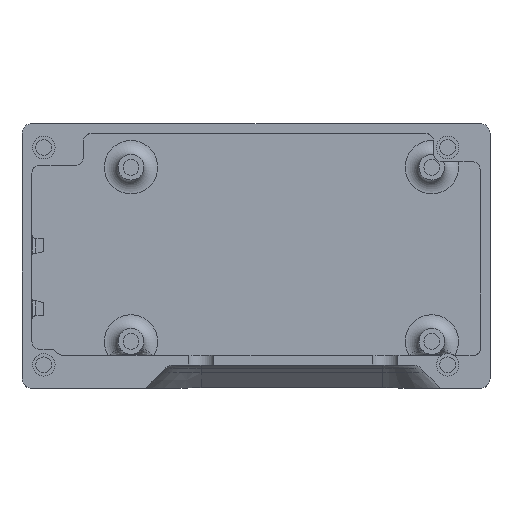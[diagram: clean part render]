
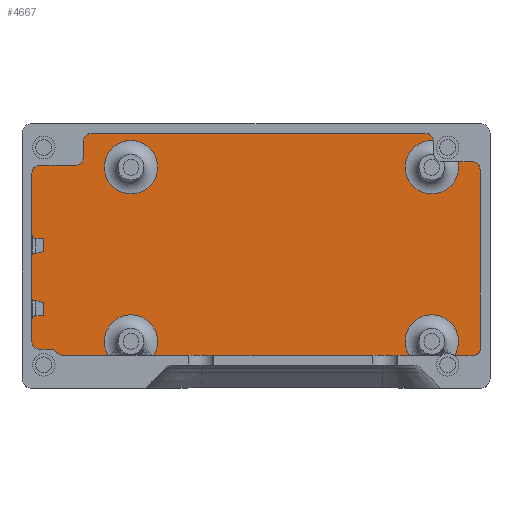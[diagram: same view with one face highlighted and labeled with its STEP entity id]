
A CAD part, top view. The second image highlights one B-rep face of the part: STEP entity #4667.
In plain terms, the highlighted planar face has unit normal (0, 0, 1).
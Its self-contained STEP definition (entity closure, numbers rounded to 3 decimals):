
#70=FACE_BOUND('',#764,.T.);
#71=FACE_BOUND('',#765,.T.);
#472=FACE_OUTER_BOUND('',#763,.T.);
#763=EDGE_LOOP('',(#3868,#3869,#3870,#3871,#3872,#3873,#3874,#3875,#3876,
#3877,#3878,#3879,#3880,#3881,#3882,#3883,#3884,#3885));
#764=EDGE_LOOP('',(#3886));
#765=EDGE_LOOP('',(#3887));
#1124=LINE('',#7744,#1537);
#1130=LINE('',#7759,#1543);
#1174=LINE('',#8016,#1587);
#1178=LINE('',#8024,#1591);
#1182=LINE('',#8032,#1595);
#1196=LINE('',#8082,#1609);
#1197=LINE('',#8086,#1610);
#1198=LINE('',#8090,#1611);
#1199=LINE('',#8094,#1612);
#1537=VECTOR('',#5627,10.);
#1543=VECTOR('',#5639,10.);
#1587=VECTOR('',#5797,10.);
#1591=VECTOR('',#5801,10.);
#1595=VECTOR('',#5805,10.);
#1609=VECTOR('',#5859,10.);
#1610=VECTOR('',#5862,10.);
#1611=VECTOR('',#5865,10.);
#1612=VECTOR('',#5868,10.);
#1768=CIRCLE('',#4931,2.);
#1800=CIRCLE('',#4989,6.737);
#1801=CIRCLE('',#4990,6.737);
#1802=CIRCLE('',#4991,1.5);
#1803=CIRCLE('',#4992,2.);
#1804=CIRCLE('',#4993,2.);
#1805=CIRCLE('',#4994,2.);
#1806=CIRCLE('',#4995,2.);
#1807=CIRCLE('',#4996,2.);
#1808=CIRCLE('',#4997,6.737);
#1809=CIRCLE('',#4998,6.737);
#2134=VERTEX_POINT('',#7741);
#2135=VERTEX_POINT('',#7743);
#2141=VERTEX_POINT('',#7758);
#2159=VERTEX_POINT('',#7833);
#2190=VERTEX_POINT('',#8013);
#2191=VERTEX_POINT('',#8015);
#2194=VERTEX_POINT('',#8021);
#2195=VERTEX_POINT('',#8023);
#2198=VERTEX_POINT('',#8029);
#2199=VERTEX_POINT('',#8031);
#2215=VERTEX_POINT('',#8081);
#2216=VERTEX_POINT('',#8083);
#2217=VERTEX_POINT('',#8085);
#2218=VERTEX_POINT('',#8087);
#2219=VERTEX_POINT('',#8089);
#2220=VERTEX_POINT('',#8091);
#2221=VERTEX_POINT('',#8093);
#2222=VERTEX_POINT('',#8095);
#2223=VERTEX_POINT('',#8098);
#2224=VERTEX_POINT('',#8100);
#2683=EDGE_CURVE('',#2135,#2134,#1124,.F.);
#2690=EDGE_CURVE('',#2141,#2135,#1130,.F.);
#2720=EDGE_CURVE('',#2134,#2159,#1768,.T.);
#2771=EDGE_CURVE('',#2191,#2190,#1174,.F.);
#2775=EDGE_CURVE('',#2195,#2194,#1178,.F.);
#2779=EDGE_CURVE('',#2199,#2198,#1182,.F.);
#2803=EDGE_CURVE('',#2195,#2198,#1800,.T.);
#2804=EDGE_CURVE('',#2191,#2194,#1801,.T.);
#2805=EDGE_CURVE('',#2190,#2141,#1802,.T.);
#2806=EDGE_CURVE('',#2159,#2215,#1196,.T.);
#2807=EDGE_CURVE('',#2216,#2215,#1803,.F.);
#2808=EDGE_CURVE('',#2216,#2217,#1197,.T.);
#2809=EDGE_CURVE('',#2217,#2218,#1804,.T.);
#2810=EDGE_CURVE('',#2218,#2219,#1198,.T.);
#2811=EDGE_CURVE('',#2219,#2220,#1805,.T.);
#2812=EDGE_CURVE('',#2220,#2221,#1199,.T.);
#2813=EDGE_CURVE('',#2222,#2221,#1806,.F.);
#2814=EDGE_CURVE('',#2222,#2199,#1807,.T.);
#2815=EDGE_CURVE('',#2223,#2223,#1808,.T.);
#2816=EDGE_CURVE('',#2224,#2224,#1809,.T.);
#3868=ORIENTED_EDGE('',*,*,#2803,.F.);
#3869=ORIENTED_EDGE('',*,*,#2775,.T.);
#3870=ORIENTED_EDGE('',*,*,#2804,.F.);
#3871=ORIENTED_EDGE('',*,*,#2771,.T.);
#3872=ORIENTED_EDGE('',*,*,#2805,.T.);
#3873=ORIENTED_EDGE('',*,*,#2690,.T.);
#3874=ORIENTED_EDGE('',*,*,#2683,.T.);
#3875=ORIENTED_EDGE('',*,*,#2720,.T.);
#3876=ORIENTED_EDGE('',*,*,#2806,.T.);
#3877=ORIENTED_EDGE('',*,*,#2807,.F.);
#3878=ORIENTED_EDGE('',*,*,#2808,.T.);
#3879=ORIENTED_EDGE('',*,*,#2809,.T.);
#3880=ORIENTED_EDGE('',*,*,#2810,.T.);
#3881=ORIENTED_EDGE('',*,*,#2811,.T.);
#3882=ORIENTED_EDGE('',*,*,#2812,.T.);
#3883=ORIENTED_EDGE('',*,*,#2813,.F.);
#3884=ORIENTED_EDGE('',*,*,#2814,.T.);
#3885=ORIENTED_EDGE('',*,*,#2779,.T.);
#3886=ORIENTED_EDGE('',*,*,#2815,.F.);
#3887=ORIENTED_EDGE('',*,*,#2816,.F.);
#4459=PLANE('',#4988);
#4667=ADVANCED_FACE('',(#472,#70,#71),#4459,.T.);
#4931=AXIS2_PLACEMENT_3D('',#7835,#5693,#5694);
#4988=AXIS2_PLACEMENT_3D('',#8077,#5851,#5852);
#4989=AXIS2_PLACEMENT_3D('',#8078,#5853,#5854);
#4990=AXIS2_PLACEMENT_3D('',#8079,#5855,#5856);
#4991=AXIS2_PLACEMENT_3D('',#8080,#5857,#5858);
#4992=AXIS2_PLACEMENT_3D('',#8084,#5860,#5861);
#4993=AXIS2_PLACEMENT_3D('',#8088,#5863,#5864);
#4994=AXIS2_PLACEMENT_3D('',#8092,#5866,#5867);
#4995=AXIS2_PLACEMENT_3D('',#8096,#5869,#5870);
#4996=AXIS2_PLACEMENT_3D('',#8097,#5871,#5872);
#4997=AXIS2_PLACEMENT_3D('',#8099,#5873,#5874);
#4998=AXIS2_PLACEMENT_3D('',#8101,#5875,#5876);
#5627=DIRECTION('',(1.,0.,0.));
#5639=DIRECTION('',(0.,-1.,0.));
#5693=DIRECTION('center_axis',(0.,0.,1.));
#5694=DIRECTION('ref_axis',(-0.707,0.707,0.));
#5797=DIRECTION('',(-1.,0.,0.));
#5801=DIRECTION('',(-1.,0.,0.));
#5805=DIRECTION('',(-1.,0.,0.));
#5851=DIRECTION('center_axis',(0.,0.,1.));
#5852=DIRECTION('ref_axis',(1.,0.,0.));
#5853=DIRECTION('center_axis',(0.,0.,1.));
#5854=DIRECTION('ref_axis',(-0.854,0.52,0.));
#5855=DIRECTION('center_axis',(0.,0.,1.));
#5856=DIRECTION('ref_axis',(-0.854,0.52,0.));
#5857=DIRECTION('center_axis',(0.,0.,1.));
#5858=DIRECTION('ref_axis',(0.707,-0.707,0.));
#5859=DIRECTION('',(0.,-1.,0.));
#5860=DIRECTION('center_axis',(0.,0.,-1.));
#5861=DIRECTION('ref_axis',(0.707,-0.707,0.));
#5862=DIRECTION('',(-1.,0.,0.));
#5863=DIRECTION('center_axis',(0.,0.,1.));
#5864=DIRECTION('ref_axis',(-0.707,0.707,0.));
#5865=DIRECTION('',(0.,-1.,0.));
#5866=DIRECTION('center_axis',(0.,0.,1.));
#5867=DIRECTION('ref_axis',(-0.707,-0.707,0.));
#5868=DIRECTION('',(1.,0.,0.));
#5869=DIRECTION('center_axis',(0.,0.,-1.));
#5870=DIRECTION('ref_axis',(0.433,0.901,0.));
#5871=DIRECTION('center_axis',(0.,0.,1.));
#5872=DIRECTION('ref_axis',(-0.968,-0.25,0.));
#5873=DIRECTION('center_axis',(0.,0.,1.));
#5874=DIRECTION('ref_axis',(1.,0.,0.));
#5875=DIRECTION('center_axis',(0.,0.,1.));
#5876=DIRECTION('ref_axis',(1.,0.,0.));
#7741=CARTESIAN_POINT('',(-3.24,58.5,2.5));
#7743=CARTESIAN_POINT('',(95.,58.5,2.5));
#7744=CARTESIAN_POINT('',(73.125,58.5,2.5));
#7758=CARTESIAN_POINT('',(95.,4.,2.5));
#7759=CARTESIAN_POINT('',(95.,15.25,2.5));
#7833=CARTESIAN_POINT('',(-5.24,56.5,2.5));
#7835=CARTESIAN_POINT('Origin',(-3.24,56.5,2.5));
#8013=CARTESIAN_POINT('',(93.5,2.5,2.5));
#8015=CARTESIAN_POINT('',(88.557,2.5,2.5));
#8016=CARTESIAN_POINT('',(24.375,2.5,2.5));
#8021=CARTESIAN_POINT('',(77.043,2.5,2.5));
#8023=CARTESIAN_POINT('',(12.557,2.5,2.5));
#8024=CARTESIAN_POINT('',(24.375,2.5,2.5));
#8029=CARTESIAN_POINT('',(1.043,2.5,2.5));
#8031=CARTESIAN_POINT('',(-10.454,2.5,2.5));
#8032=CARTESIAN_POINT('',(24.375,2.5,2.5));
#8077=CARTESIAN_POINT('Origin',(48.75,30.5,2.5));
#8078=CARTESIAN_POINT('Origin',(6.8,6.,2.5));
#8079=CARTESIAN_POINT('Origin',(82.8,6.,2.5));
#8080=CARTESIAN_POINT('Origin',(93.5,4.,2.5));
#8081=CARTESIAN_POINT('',(-5.24,52.5,2.5));
#8082=CARTESIAN_POINT('',(-5.24,44.5,2.5));
#8083=CARTESIAN_POINT('',(-7.24,50.5,2.5));
#8084=CARTESIAN_POINT('Origin',(-7.24,52.5,2.5));
#8085=CARTESIAN_POINT('',(-16.24,50.5,2.5));
#8086=CARTESIAN_POINT('',(21.755,50.5,2.5));
#8087=CARTESIAN_POINT('',(-18.24,48.5,2.5));
#8088=CARTESIAN_POINT('Origin',(-16.24,48.5,2.5));
#8089=CARTESIAN_POINT('',(-18.24,6.,2.5));
#8090=CARTESIAN_POINT('',(-18.24,44.5,2.5));
#8091=CARTESIAN_POINT('',(-16.24,4.,2.5));
#8092=CARTESIAN_POINT('Origin',(-16.24,6.,2.5));
#8093=CARTESIAN_POINT('',(-13.576,4.,2.5));
#8094=CARTESIAN_POINT('',(15.255,4.,2.5));
#8095=CARTESIAN_POINT('',(-12.015,3.25,2.5));
#8096=CARTESIAN_POINT('Origin',(-13.576,2.,2.5));
#8097=CARTESIAN_POINT('Origin',(-10.454,4.5,2.5));
#8098=CARTESIAN_POINT('',(0.063,50.,2.5));
#8099=CARTESIAN_POINT('Origin',(6.8,50.,2.5));
#8100=CARTESIAN_POINT('',(76.063,50.,2.5));
#8101=CARTESIAN_POINT('Origin',(82.8,50.,2.5));
